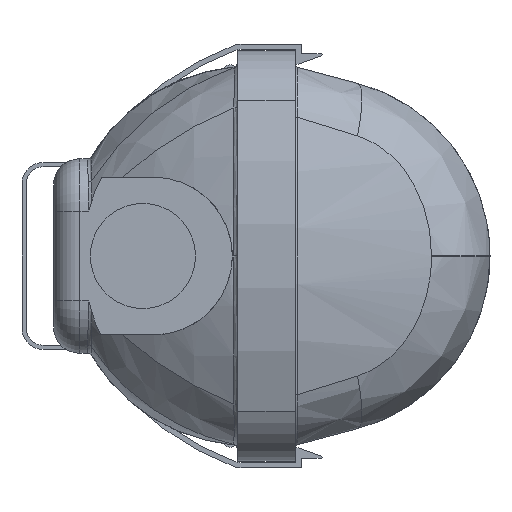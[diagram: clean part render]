
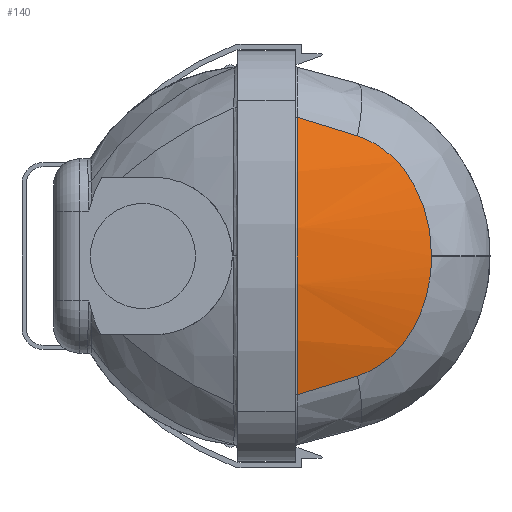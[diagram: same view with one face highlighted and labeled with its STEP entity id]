
A CAD part, left-side view. The second image highlights one B-rep face of the part: STEP entity #140.
In plain terms, the highlighted conical face has half-angle 15 degrees and reference radius 77 mm.
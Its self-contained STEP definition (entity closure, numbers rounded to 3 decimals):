
#140 = ADVANCED_FACE ( 'NONE', ( #32006 ), #31230, .T. ) ;
#553 = CARTESIAN_POINT ( 'NONE',  ( -319.595, -17.048, -20.077 ) ) ;
#665 = CARTESIAN_POINT ( 'NONE',  ( -319.914, -24.884, -7.681 ) ) ;
#1350 = CARTESIAN_POINT ( 'NONE',  ( -319.914, -24.885, 7.68 ) ) ;
#1383 = CARTESIAN_POINT ( 'NONE',  ( -322.233, -0.371, -26.383 ) ) ;
#1458 = CARTESIAN_POINT ( 'NONE',  ( -319.573, -17.517, 19.692 ) ) ;
#2321 = CARTESIAN_POINT ( 'NONE',  ( -250., 0., 0. ) ) ;
#2766 = CARTESIAN_POINT ( 'NONE',  ( -322.233, -0.371, -26.383 ) ) ;
#3044 = CARTESIAN_POINT ( 'NONE',  ( -320.219, -11.807, -22.827 ) ) ;
#3143 = CARTESIAN_POINT ( 'NONE',  ( -319.526, -18.864, -18.516 ) ) ;
#3258 = CARTESIAN_POINT ( 'NONE',  ( -320.008, -25.527, -4.765 ) ) ;
#3940 = CARTESIAN_POINT ( 'NONE',  ( -319.845, -24.361, 9.4 ) ) ;
#4059 = CARTESIAN_POINT ( 'NONE',  ( -319.611, -16.807, 20.25 ) ) ;
#4419 = CARTESIAN_POINT ( 'NONE',  ( -250., -25.882, 0. ) ) ;
#4446 = CARTESIAN_POINT ( 'NONE',  ( -322.233, -0.371, 26.383 ) ) ;
#5372 = CARTESIAN_POINT ( 'NONE',  ( -321.575, -4.187, -25.204 ) ) ;
#5647 = DIRECTION ( 'NONE',  ( 0., -1., 0. ) ) ;
#5745 = CARTESIAN_POINT ( 'NONE',  ( -319.557, -20.789, -16.255 ) ) ;
#5788 = ORIENTED_EDGE ( 'NONE', *, *, #31440, .T. ) ;
#5853 = CARTESIAN_POINT ( 'NONE',  ( -320.065, -25.882, -1.208 ) ) ;
#6543 = CARTESIAN_POINT ( 'NONE',  ( -319.746, -23.513, 11.624 ) ) ;
#6652 = CARTESIAN_POINT ( 'NONE',  ( -319.703, -15.576, 21.1 ) ) ;
#7015 = DIRECTION ( 'NONE',  ( 0., 0., 1. ) ) ;
#7373 = EDGE_CURVE ( 'NONE', #9968, #24018, #23585, .T. ) ;
#7944 = CARTESIAN_POINT ( 'NONE',  ( -320.904, -8., -24.019 ) ) ;
#8318 = CARTESIAN_POINT ( 'NONE',  ( -319.607, -21.809, -14.777 ) ) ;
#9111 = CARTESIAN_POINT ( 'NONE',  ( -319.628, -22.126, 14.261 ) ) ;
#9229 = CARTESIAN_POINT ( 'NONE',  ( -319.874, -14.019, 21.96 ) ) ;
#9553 = VERTEX_POINT ( 'NONE', #16214 ) ;
#9968 = VERTEX_POINT ( 'NONE', #25690 ) ;
#10770 = CARTESIAN_POINT ( 'NONE',  ( -322.233, -0.371, 26.383 ) ) ;
#10794 = CARTESIAN_POINT ( 'NONE',  ( -320.016, -12.938, -22.473 ) ) ;
#10910 = CARTESIAN_POINT ( 'NONE',  ( -319.695, -23.006, -12.703 ) ) ;
#11588 = CARTESIAN_POINT ( 'NONE',  ( -320.065, -25.882, 0.006 ) ) ;
#11708 = CARTESIAN_POINT ( 'NONE',  ( -319.572, -21.143, 15.77 ) ) ;
#11824 = CARTESIAN_POINT ( 'NONE',  ( -320.117, -12.376, 22.649 ) ) ;
#12914 = AXIS2_PLACEMENT_3D ( 'NONE', #2321, #32978, #28844 ) ;
#13397 = ORIENTED_EDGE ( 'NONE', *, *, #32050, .T. ) ;
#13403 = CARTESIAN_POINT ( 'NONE',  ( -319.865, -14.018, -21.995 ) ) ;
#13506 = CARTESIAN_POINT ( 'NONE',  ( -319.82, -24.162, -9.964 ) ) ;
#14156 = CARTESIAN_POINT ( 'NONE',  ( -320.053, -25.811, 2.399 ) ) ;
#14266 = CARTESIAN_POINT ( 'NONE',  ( -319.528, -19.68, 17.649 ) ) ;
#14644 = CARTESIAN_POINT ( 'NONE',  ( -320.904, -8., 24.019 ) ) ;
#15130 = VERTEX_POINT ( 'NONE', #1383 ) ;
#15919 = CARTESIAN_POINT ( 'NONE',  ( -319.661, -16.069, -20.782 ) ) ;
#16021 = CARTESIAN_POINT ( 'NONE',  ( -319.892, -24.722, -8.261 ) ) ;
#16214 = CARTESIAN_POINT ( 'NONE',  ( -320.219, -11.807, 22.827 ) ) ;
#16697 = CARTESIAN_POINT ( 'NONE',  ( -319.975, -25.315, 5.936 ) ) ;
#16808 = CARTESIAN_POINT ( 'NONE',  ( -319.564, -17.747, 19.5 ) ) ;
#17029 = EDGE_CURVE ( 'NONE', #9553, #19914, #31368, .T. ) ;
#17640 = EDGE_CURVE ( 'NONE', #21972, #9968, #26284, .T. ) ;
#18465 = CARTESIAN_POINT ( 'NONE',  ( -319.571, -17.519, -19.7 ) ) ;
#18513 = ORIENTED_EDGE ( 'NONE', *, *, #17029, .T. ) ;
#18581 = CARTESIAN_POINT ( 'NONE',  ( -319.975, -25.315, -5.938 ) ) ;
#19249 = CARTESIAN_POINT ( 'NONE',  ( -319.892, -24.722, 8.259 ) ) ;
#19363 = CARTESIAN_POINT ( 'NONE',  ( -319.597, -17.048, 20.068 ) ) ;
#19770 = CARTESIAN_POINT ( 'NONE',  ( -321.575, -4.187, 25.204 ) ) ;
#19914 = VERTEX_POINT ( 'NONE', #10770 ) ;
#20406 = ORIENTED_EDGE ( 'NONE', *, *, #17640, .T. ) ;
#20968 = CARTESIAN_POINT ( 'NONE',  ( -250., -0.371, 0. ) ) ;
#21068 = CARTESIAN_POINT ( 'NONE',  ( -319.528, -19.677, -17.652 ) ) ;
#21174 = CARTESIAN_POINT ( 'NONE',  ( -320.053, -25.811, -2.4 ) ) ;
#21885 = CARTESIAN_POINT ( 'NONE',  ( -319.821, -24.163, 9.962 ) ) ;
#21972 = VERTEX_POINT ( 'NONE', #26147 ) ;
#21993 = CARTESIAN_POINT ( 'NONE',  ( -319.661, -16.077, 20.777 ) ) ;
#22364 = DIRECTION ( 'NONE',  ( 0., 1., 0. ) ) ;
#22908 = CARTESIAN_POINT ( 'NONE',  ( -320.065, -25.882, 0.006 ) ) ;
#23585 = CIRCLE ( 'NONE', #26039, 70.065 ) ;
#23601 = DIRECTION ( 'NONE',  ( 0., 0., 1. ) ) ;
#23693 = CARTESIAN_POINT ( 'NONE',  ( -319.571, -21.141, -15.773 ) ) ;
#23812 = CARTESIAN_POINT ( 'NONE',  ( -320.065, -25.882, -0.006 ) ) ;
#24018 = VERTEX_POINT ( 'NONE', #22908 ) ;
#24489 = CARTESIAN_POINT ( 'NONE',  ( -319.695, -23.007, 12.7 ) ) ;
#24591 = EDGE_CURVE ( 'NONE', #15130, #21972, #32493, .T. ) ;
#24607 = CARTESIAN_POINT ( 'NONE',  ( -319.81, -14.547, 21.692 ) ) ;
#25690 = CARTESIAN_POINT ( 'NONE',  ( -320.065, -25.882, -0.006 ) ) ;
#25729 = CIRCLE ( 'NONE', #27232, 76.901 ) ;
#25930 = CARTESIAN_POINT ( 'NONE',  ( -320.219, -11.807, -22.827 ) ) ;
#26039 = AXIS2_PLACEMENT_3D ( 'NONE', #4419, #22364, #7015 ) ;
#26147 = CARTESIAN_POINT ( 'NONE',  ( -320.219, -11.807, -22.827 ) ) ;
#26284 = B_SPLINE_CURVE_WITH_KNOTS ( 'NONE', 3,
 ( #3044, #10794, #13403, #31307, #15919, #553, #18465, #3143, #21068, #5745, #23693, #8318, #26297, #10910, #28855, #13506, #31416, #16021, #665, #18581, #3258, #21174, #5853, #23812 ),
 .UNSPECIFIED., .F., .F.,
 ( 4, 2, 2, 2, 2, 2, 2, 2, 2, 2, 2, 4 ),
 ( 0.013, 0.016, 0.018, 0.02, 0.023, 0.025, 0.027, 0.031, 0.032, 0.034, 0.038, 0.041 ),
 .UNSPECIFIED. ) ;
#26297 = CARTESIAN_POINT ( 'NONE',  ( -319.628, -22.125, -14.263 ) ) ;
#27086 = CARTESIAN_POINT ( 'NONE',  ( -319.607, -21.811, 14.774 ) ) ;
#27198 = CARTESIAN_POINT ( 'NONE',  ( -320.028, -12.934, 22.438 ) ) ;
#27232 = AXIS2_PLACEMENT_3D ( 'NONE', #20968, #5647, #23601 ) ;
#28706 = EDGE_LOOP ( 'NONE', ( #18513, #5788, #30752, #20406, #29839, #13397 ) ) ;
#28844 = DIRECTION ( 'NONE',  ( 0., 0., -1. ) ) ;
#28855 = CARTESIAN_POINT ( 'NONE',  ( -319.746, -23.512, -11.627 ) ) ;
#29206 = B_SPLINE_CURVE_WITH_KNOTS ( 'NONE', 3,
 ( #11588, #29523, #14156, #32071, #16697, #1350, #19249, #3940, #21885, #6543, #24489, #9111, #27086, #11708, #29626, #14266, #32189, #16808, #1458, #19363, #4059, #21993, #6652, #24607, #9229, #27198, #11824, #29748 ),
 .UNSPECIFIED., .F., .F.,
 ( 4, 2, 2, 2, 2, 2, 2, 2, 2, 2, 2, 2, 2, 4 ),
 ( 0., 0.004, 0.007, 0.009, 0.011, 0.014, 0.016, 0.018, 0.021, 0.022, 0.023, 0.025, 0.027, 0.029 ),
 .UNSPECIFIED. ) ;
#29523 = CARTESIAN_POINT ( 'NONE',  ( -320.065, -25.882, 1.207 ) ) ;
#29626 = CARTESIAN_POINT ( 'NONE',  ( -319.557, -20.791, 16.252 ) ) ;
#29748 = CARTESIAN_POINT ( 'NONE',  ( -320.219, -11.807, 22.827 ) ) ;
#29839 = ORIENTED_EDGE ( 'NONE', *, *, #7373, .T. ) ;
#30752 = ORIENTED_EDGE ( 'NONE', *, *, #24591, .T. ) ;
#31230 = CONICAL_SURFACE ( 'NONE', #12914, 77., 0.262 ) ;
#31307 = CARTESIAN_POINT ( 'NONE',  ( -319.704, -15.565, -21.107 ) ) ;
#31368 = B_SPLINE_CURVE_WITH_KNOTS ( 'NONE', 3,
 ( #32577, #14644, #19770, #4446 ),
 .UNSPECIFIED., .F., .F.,
 ( 4, 4 ),
 ( 0., 0.012 ),
 .UNSPECIFIED. ) ;
#31416 = CARTESIAN_POINT ( 'NONE',  ( -319.845, -24.361, -9.402 ) ) ;
#31440 = EDGE_CURVE ( 'NONE', #19914, #15130, #25729, .T. ) ;
#32006 = FACE_OUTER_BOUND ( 'NONE', #28706, .T. ) ;
#32050 = EDGE_CURVE ( 'NONE', #24018, #9553, #29206, .T. ) ;
#32071 = CARTESIAN_POINT ( 'NONE',  ( -320.008, -25.527, 4.764 ) ) ;
#32189 = CARTESIAN_POINT ( 'NONE',  ( -319.526, -18.867, 18.513 ) ) ;
#32493 = B_SPLINE_CURVE_WITH_KNOTS ( 'NONE', 3,
 ( #2766, #5372, #7944, #25930 ),
 .UNSPECIFIED., .F., .F.,
 ( 4, 4 ),
 ( 0., 0.013 ),
 .UNSPECIFIED. ) ;
#32577 = CARTESIAN_POINT ( 'NONE',  ( -320.219, -11.807, 22.827 ) ) ;
#32978 = DIRECTION ( 'NONE',  ( 0., 1., 0. ) ) ;
